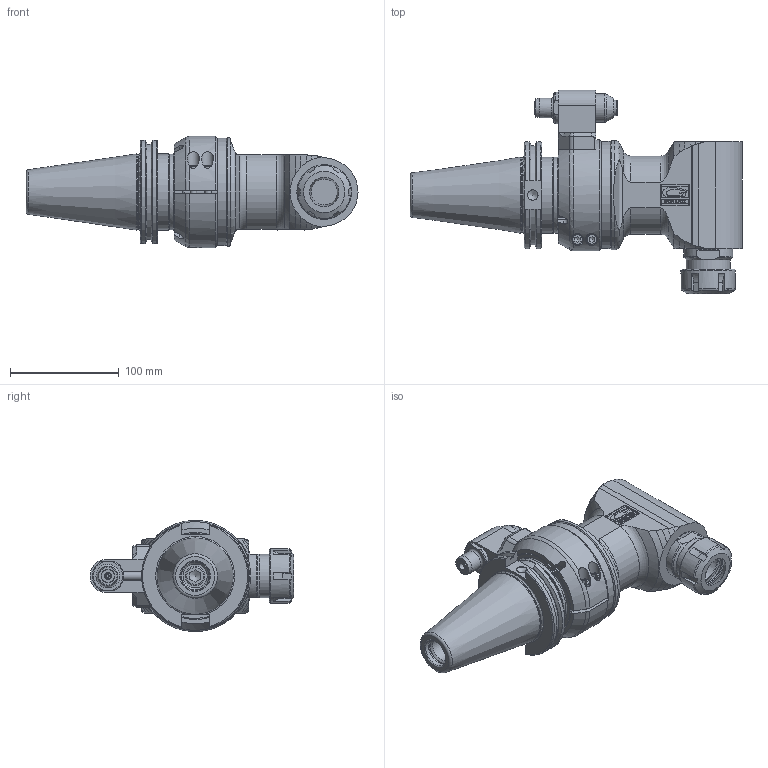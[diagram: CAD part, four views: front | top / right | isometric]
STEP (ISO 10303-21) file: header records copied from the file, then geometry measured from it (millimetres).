
FILE_DESCRIPTION(/* description */ (''),/* implementation_level */ '2;1');
FILE_NAME(/* name */ '9.F90.20S00-4C50.stp',/* time_stamp */ '2022-11-28T10:19:28-05:00',/* author */ ('jkrenzer'),/* organization */ (''),/* preprocessor_version */ 'ST-DEVELOPER v18',/* originating_system */ 'Autodesk Inventor 2020',/* authorisation */ '');
FILE_SCHEMA (('AUTOMOTIVE_DESIGN { 1 0 10303 214 3 1 1 }'));
Products named in the file (3): 9.F90.20S00-4C50; 9_F90_20S00; 9_GA1_458_2  (Type 1, Cat50, 80mm)
Assembly tree (2 placements, depth 2):
  9.F90.20S00-4C50
    9_F90_20S00
    9_GA1_458_2  (Type 1, Cat50, 80mm)
Bounding box: 304.6 x 186.75 x 101.99 mm (x, y, z)
Volume: 1484519.3 mm3; surface area: 185709.3 mm2
Topology: 8 solids, 8 shells, 528 faces, 1604 edges, 1139 vertices
Faces by surface type: plane 249, cylinder 115, cone 98, torus 34, bspline 30, sphere 2
Full cylindrical faces by diameter (mm): 2.5 x3, 2.6 x2, 3 x2, 5 x2, 6 x6, 6.5 x1, 7 x1, 8 x1, 9.525 x1, 10 x4, 10.4 x2, 11 x1, 12 x3, 12.5 x2, 14 x1, 18 x2, 21.963 x1, 24 x1, 26 x1, 26.187 x1, 26.8 x1, 27 x2, 29.5 x1, 35.8 x1, 38.5 x1, 40 x1, 40.6 x1, 45 x1, 50 x2, 65 x1
Entity records: 63979 total; most frequent: CARTESIAN_POINT 49822, ORIENTED_EDGE 3168, DIRECTION 2713, EDGE_CURVE 1584, VERTEX_POINT 1139, AXIS2_PLACEMENT_3D 976, LINE 761, VECTOR 761
